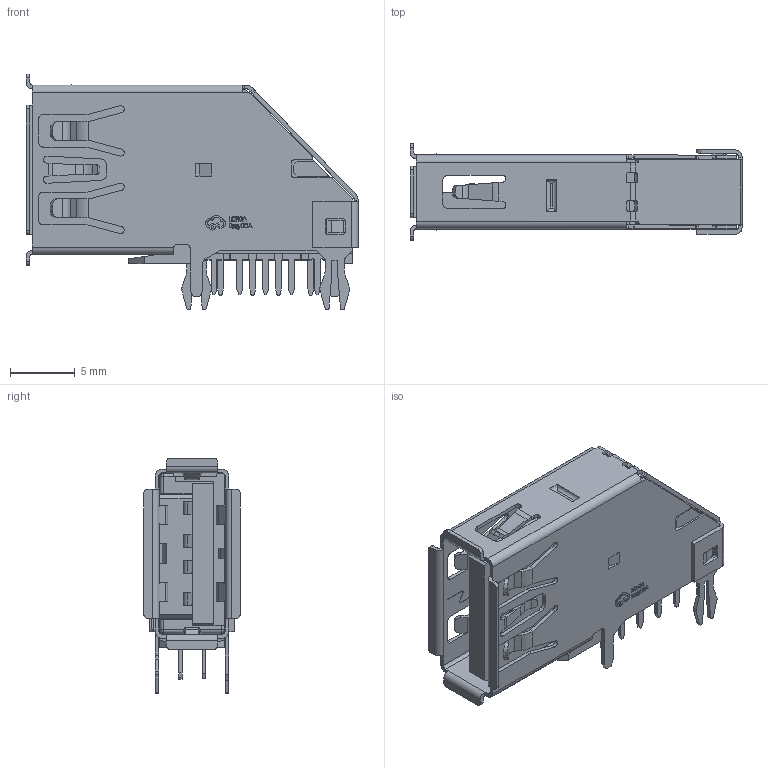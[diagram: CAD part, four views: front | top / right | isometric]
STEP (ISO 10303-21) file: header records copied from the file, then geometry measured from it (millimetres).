
FILE_DESCRIPTION (( 'STEP AP214' ), '1' );
FILE_NAME ('USB-3.0-A-TH_HOOYA_USB-303L-L-SU.STEP', '2022-08-28T13:38:23', ( '' ), ( '' ), 'SwSTEP 2.0', 'SolidWorks 2020', '' );
FILE_SCHEMA (( 'AUTOMOTIVE_DESIGN' ));
Length unit declared in the file: millimetre
Products named in the file (1): USB-3.0-A-TH_HOOYA_USB-303L-L-SU
Bounding box: 25.7 x 7.45 x 18.26 mm (x, y, z)
Volume: 1186.5 mm3; surface area: 2638.2 mm2
Topology: 1 solids, 1 shells, 1027 faces, 2940 edges, 1934 vertices
Faces by surface type: plane 671, cylinder 245, bspline 110, sphere 1
Entity records: 45818 total; most frequent: CARTESIAN_POINT 8078, ORIENTED_EDGE 5878, DIRECTION 4944, EDGE_CURVE 2939, LINE 2200, VECTOR 2200, VERTEX_POINT 1934, AXIS2_PLACEMENT_3D 1372
